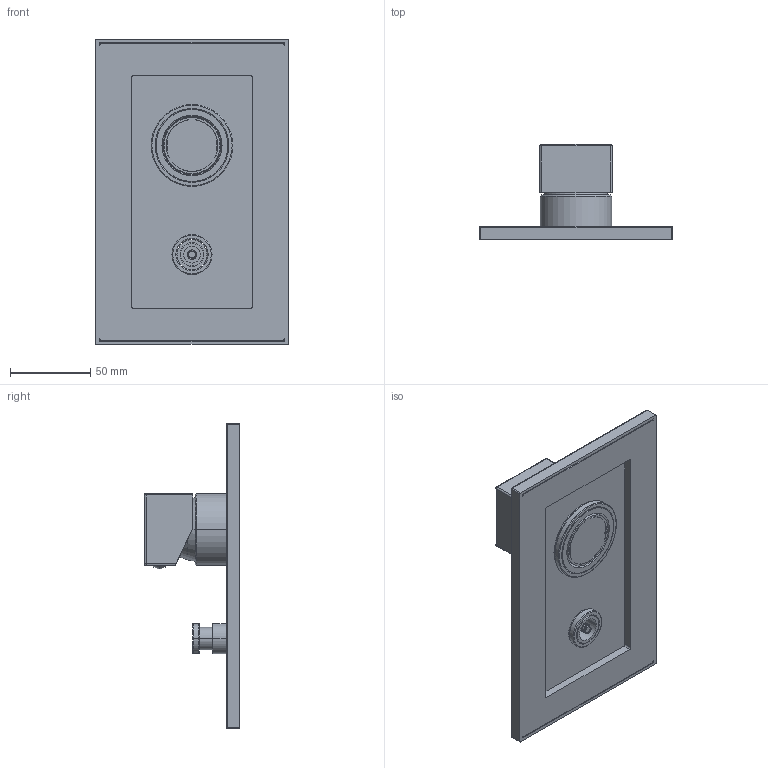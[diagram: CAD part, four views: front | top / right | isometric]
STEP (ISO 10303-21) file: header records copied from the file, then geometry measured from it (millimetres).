
FILE_DESCRIPTION((''),'2;1');
FILE_NAME('LEC015CR','2021-11-02T15:57:18',('ut3'),('PAFFONI SpA'),'CREO PARAMETRIC BY PTC INC, 2020044','CREO PARAMETRIC BY PTC INC, 2020044','');
FILE_SCHEMA(('CONFIG_CONTROL_DESIGN','SHAPE_APPEARANCE_LAYERS_GROUPS'));
Length unit declared in the file: millimetre
Products named in the file (1): LEC015CR
Bounding box: 120 x 59.3 x 190 mm (x, y, z)
Volume: 171950.6 mm3; surface area: 118000.1 mm2
Topology: 5 solids, 5 shells, 1031 faces, 2773 edges, 1756 vertices
Faces by surface type: plane 603, cylinder 257, torus 94, cone 53, sphere 16, bspline 8
Entity records: 45533 total; most frequent: CARTESIAN_POINT 12601, ORIENTED_EDGE 5518, DIRECTION 5204, EDGE_CURVE 2759, AXIS2_PLACEMENT_3D 1815, VERTEX_POINT 1756, VECTOR 1574, LINE 1574
